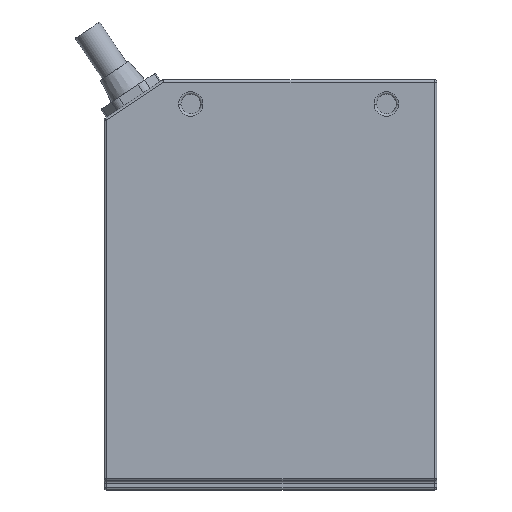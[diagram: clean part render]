
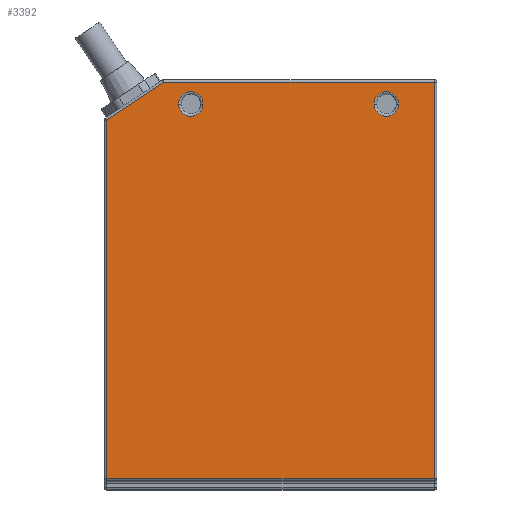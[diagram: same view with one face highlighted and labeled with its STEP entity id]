
A CAD part, top view. The second image highlights one B-rep face of the part: STEP entity #3392.
In plain terms, the highlighted planar face has unit normal (0, 0, 1).
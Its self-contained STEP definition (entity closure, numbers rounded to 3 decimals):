
#880=DIRECTION('',(-1.,0.,0.));
#881=VECTOR('',#880,55.328);
#882=CARTESIAN_POINT('',(33.5,39.5,17.));
#883=LINE('',#882,#881);
#1341=CARTESIAN_POINT('',(-16.3,35.,17.));
#1342=DIRECTION('',(0.,0.,1.));
#1343=DIRECTION('',(-1.,0.,0.));
#1344=AXIS2_PLACEMENT_3D('',#1341,#1342,#1343);
#1349=CARTESIAN_POINT('',(-16.3,35.,17.));
#1350=DIRECTION('',(0.,0.,1.));
#1351=DIRECTION('',(1.,0.,0.));
#1352=AXIS2_PLACEMENT_3D('',#1349,#1350,#1351);
#1357=CARTESIAN_POINT('',(23.7,35.,17.));
#1358=DIRECTION('',(0.,0.,1.));
#1359=DIRECTION('',(-1.,0.,0.));
#1360=AXIS2_PLACEMENT_3D('',#1357,#1358,#1359);
#1365=CARTESIAN_POINT('',(23.7,35.,17.));
#1366=DIRECTION('',(0.,0.,1.));
#1367=DIRECTION('',(1.,0.,0.));
#1368=AXIS2_PLACEMENT_3D('',#1365,#1366,#1367);
#1373=DIRECTION('',(-1.,0.,0.));
#1374=VECTOR('',#1373,67.);
#1375=CARTESIAN_POINT('',(33.5,-41.5,17.));
#1376=LINE('',#1375,#1374);
#1380=DIRECTION('',(0.,1.,0.));
#1381=VECTOR('',#1380,73.212);
#1382=CARTESIAN_POINT('',(-33.5,-41.5,17.));
#1383=LINE('',#1382,#1381);
#1387=DIRECTION('',(0.832,0.555,0.));
#1388=VECTOR('',#1387,14.032);
#1389=CARTESIAN_POINT('',(-33.5,31.712,17.));
#1390=LINE('',#1389,#1388);
#1394=DIRECTION('',(0.,-1.,0.));
#1395=VECTOR('',#1394,81.);
#1396=CARTESIAN_POINT('',(33.5,39.5,17.));
#1397=LINE('',#1396,#1395);
#1840=CARTESIAN_POINT('',(-33.5,31.712,17.));
#1842=VERTEX_POINT('',#1840);
#1868=CARTESIAN_POINT('',(21.2,35.,17.));
#1869=CARTESIAN_POINT('',(26.2,35.,17.));
#1870=VERTEX_POINT('',#1868);
#1871=VERTEX_POINT('',#1869);
#1876=CARTESIAN_POINT('',(-21.828,39.5,17.));
#1877=VERTEX_POINT('',#1876);
#1878=CARTESIAN_POINT('',(33.5,39.5,17.));
#1879=VERTEX_POINT('',#1878);
#1880=CARTESIAN_POINT('',(-18.8,35.,17.));
#1881=CARTESIAN_POINT('',(-13.8,35.,17.));
#1882=VERTEX_POINT('',#1880);
#1883=VERTEX_POINT('',#1881);
#1916=CARTESIAN_POINT('',(-33.5,-41.5,17.));
#1917=VERTEX_POINT('',#1916);
#1920=CARTESIAN_POINT('',(33.5,-41.5,17.));
#1921=VERTEX_POINT('',#1920);
#3368=CARTESIAN_POINT('',(0.,0.,17.));
#3369=DIRECTION('',(0.,0.,1.));
#3370=DIRECTION('',(-1.,0.,0.));
#3371=AXIS2_PLACEMENT_3D('',#3368,#3369,#3370);
#3372=PLANE('',#3371);
#3373=ORIENTED_EDGE('',*,*,#3362,.T.);
#3374=ORIENTED_EDGE('',*,*,#3337,.T.);
#3375=ORIENTED_EDGE('',*,*,#2798,.T.);
#3376=ORIENTED_EDGE('',*,*,#2824,.F.);
#3377=ORIENTED_EDGE('',*,*,#2849,.T.);
#3378=EDGE_LOOP('',(#3373,#3374,#3375,#3376,#3377));
#3379=FACE_OUTER_BOUND('',#3378,.F.);
#3381=ORIENTED_EDGE('',*,*,#3380,.T.);
#3383=ORIENTED_EDGE('',*,*,#3382,.T.);
#3384=EDGE_LOOP('',(#3381,#3383));
#3385=FACE_BOUND('',#3384,.F.);
#3387=ORIENTED_EDGE('',*,*,#3386,.T.);
#3389=ORIENTED_EDGE('',*,*,#3388,.T.);
#3390=EDGE_LOOP('',(#3387,#3389));
#3391=FACE_BOUND('',#3390,.F.);
#3392=ADVANCED_FACE('',(#3379,#3385,#3391),#3372,.T.);
#1345=CIRCLE('',#1344,2.5);
#1353=CIRCLE('',#1352,2.5);
#1361=CIRCLE('',#1360,2.5);
#1369=CIRCLE('',#1368,2.5);
#2798=EDGE_CURVE('',#1842,#1877,#1390,.T.);
#2824=EDGE_CURVE('',#1879,#1877,#883,.T.);
#2849=EDGE_CURVE('',#1879,#1921,#1397,.T.);
#3337=EDGE_CURVE('',#1917,#1842,#1383,.T.);
#3362=EDGE_CURVE('',#1921,#1917,#1376,.T.);
#3380=EDGE_CURVE('',#1870,#1871,#1361,.T.);
#3382=EDGE_CURVE('',#1871,#1870,#1369,.T.);
#3386=EDGE_CURVE('',#1882,#1883,#1345,.T.);
#3388=EDGE_CURVE('',#1883,#1882,#1353,.T.);
